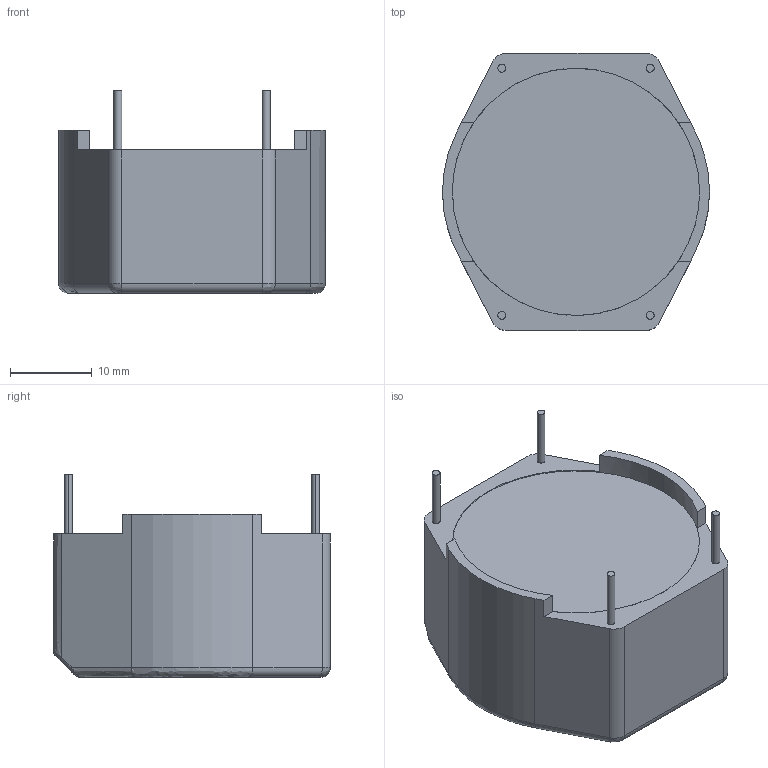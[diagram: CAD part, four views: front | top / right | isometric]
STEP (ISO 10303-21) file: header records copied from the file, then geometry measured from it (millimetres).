
FILE_DESCRIPTION(('FreeCAD Model'),'2;1');
FILE_NAME('Open CASCADE Shape Model','2025-04-29T10:54:57',('FreeCAD'),( 'FreeCAD'),'Open CASCADE STEP processor 7.6','FreeCAD','Unknown');
FILE_SCHEMA(('AUTOMOTIVE_DESIGN { 1 0 10303 214 1 1 1 1 }'));
Length unit declared in the file: millimetre
Products named in the file (1): Open CASCADE STEP translator 7.6 1
Bounding box: 32.69 x 33.9 x 24.82 mm (x, y, z)
Volume: 16210.8 mm3; surface area: 4104.8 mm2
Topology: 1 solids, 5 shells, 71 faces, 155 edges, 98 vertices
Faces by surface type: bspline 71
Entity records: 1993 total; most frequent: CARTESIAN_POINT 1081, ORIENTED_EDGE 310, EDGE_CURVE 155, VERTEX_POINT 98, FACE_BOUND 75, EDGE_LOOP 75, B_SPLINE_CURVE_WITH_KNOTS 74, ADVANCED_FACE 71
